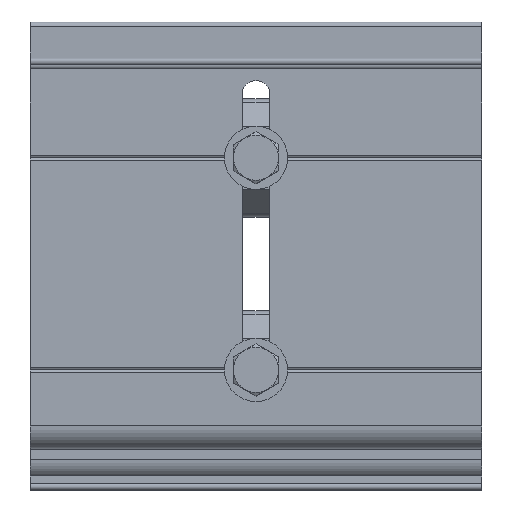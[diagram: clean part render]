
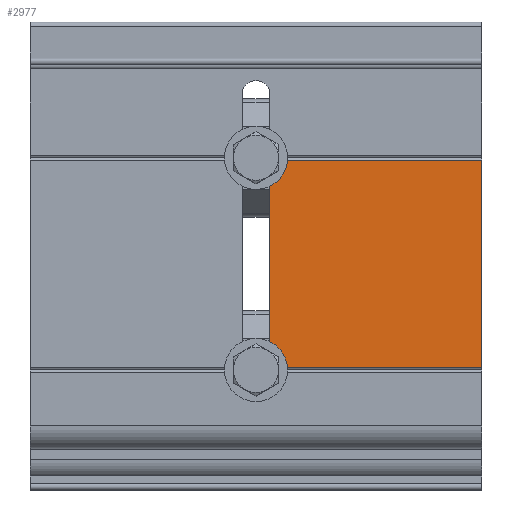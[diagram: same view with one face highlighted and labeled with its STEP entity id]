
A CAD part, top view. The second image highlights one B-rep face of the part: STEP entity #2977.
In plain terms, the highlighted planar face has unit normal (0, 0, 1).
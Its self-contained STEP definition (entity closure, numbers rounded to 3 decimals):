
#239=PLANE('',#3326);
#342=FACE_OUTER_BOUND('',#498,.T.);
#498=EDGE_LOOP('',(#2111,#2112,#2113,#2114));
#668=LINE('',#4482,#961);
#686=LINE('',#4521,#979);
#688=LINE('',#4525,#981);
#689=LINE('',#4526,#982);
#961=VECTOR('',#3617,10.);
#979=VECTOR('',#3649,10.);
#981=VECTOR('',#3653,10.);
#982=VECTOR('',#3654,10.);
#1361=VERTEX_POINT('',#4479);
#1362=VERTEX_POINT('',#4481);
#1376=VERTEX_POINT('',#4520);
#1377=VERTEX_POINT('',#4524);
#1647=EDGE_CURVE('',#1362,#1361,#668,.T.);
#1667=EDGE_CURVE('',#1376,#1362,#686,.T.);
#1669=EDGE_CURVE('',#1361,#1377,#688,.T.);
#1670=EDGE_CURVE('',#1377,#1376,#689,.T.);
#2111=ORIENTED_EDGE('',*,*,#1647,.T.);
#2112=ORIENTED_EDGE('',*,*,#1669,.T.);
#2113=ORIENTED_EDGE('',*,*,#1670,.T.);
#2114=ORIENTED_EDGE('',*,*,#1667,.T.);
#2977=ADVANCED_FACE('',(#342),#239,.T.);
#3326=AXIS2_PLACEMENT_3D('',#4523,#3651,#3652);
#3617=DIRECTION('',(0.,-1.,0.));
#3649=DIRECTION('',(-1.,0.,0.));
#3651=DIRECTION('center_axis',(0.,0.,1.));
#3652=DIRECTION('ref_axis',(1.,0.,0.));
#3653=DIRECTION('',(1.,0.,0.));
#3654=DIRECTION('',(0.,1.,0.));
#4479=CARTESIAN_POINT('',(-446.9,-71.98,0.));
#4481=CARTESIAN_POINT('',(-446.9,-26.02,0.));
#4482=CARTESIAN_POINT('',(-446.9,-81.75,0.));
#4520=CARTESIAN_POINT('',(-400.,-26.02,0.));
#4521=CARTESIAN_POINT('',(250.,-26.02,0.));
#4523=CARTESIAN_POINT('Origin',(0.,-89.,0.));
#4524=CARTESIAN_POINT('',(-400.,-71.98,0.));
#4525=CARTESIAN_POINT('',(250.,-71.98,0.));
#4526=CARTESIAN_POINT('',(-400.,-89.,0.));
